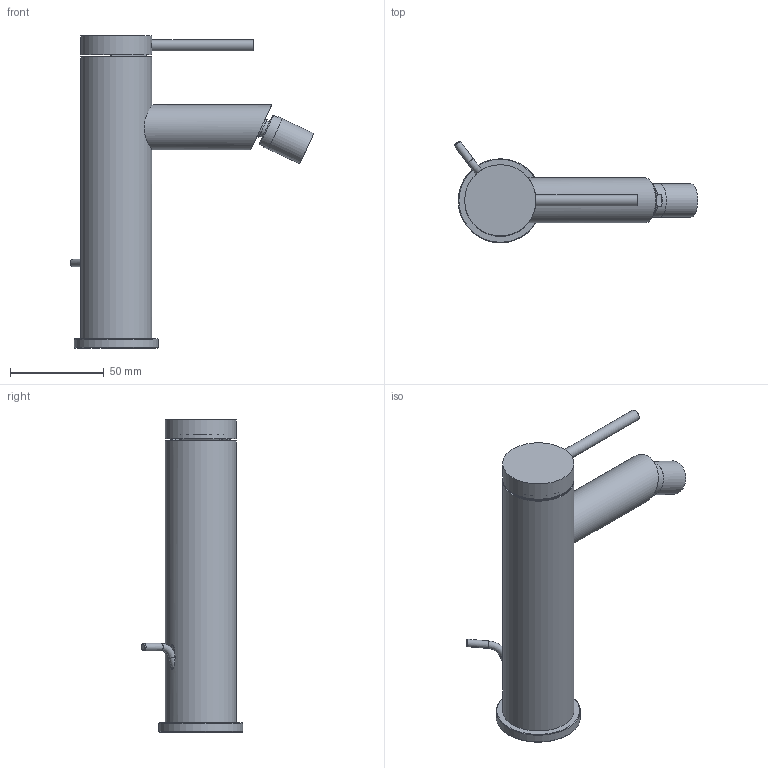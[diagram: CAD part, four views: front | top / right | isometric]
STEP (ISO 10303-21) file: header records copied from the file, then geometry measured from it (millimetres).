
FILE_DESCRIPTION(/* description */ (''),/* implementation_level */ '2;1');
FILE_NAME(/* name */ '3D_TVB106201153_Dawn Abdeckung am Auslauf fehlt.step',/* time_stamp */ '2023-02-22T16:49:03+01:00',/* author */ (''),/* organization */ (''),/* preprocessor_version */ 'ST-DEVELOPER v19.2',/* originating_system */ 'Autodesk Translation Framework v11.17.0.187',/* authorisation */ '');
FILE_SCHEMA (('AUTOMOTIVE_DESIGN { 1 0 10303 214 3 1 1 }'));
Length unit declared in the file: millimetre
Products named in the file (15): (Nicht gespeichert); 01000420; 16000154_ASM; 11014806_ASM; NEOPERL_CONT_16X1; NEOPERL_CARTUCCIA_AERATRICE_TT; 12000701; 16002456_ASM; 03000255; 03000219; 12000518; 10000313; 16001942_ASM (1); 11000073 (1); Komponente16
Assembly tree (14 placements, depth 4):
  (Nicht gespeichert)
    01000420
    16000154_ASM
      11014806_ASM
        NEOPERL_CONT_16X1
        NEOPERL_CARTUCCIA_AERATRICE_TT
    12000701
    16002456_ASM
      03000255
      03000219
    12000518
    10000313
    16001942_ASM (1)
      11000073 (1)
    Komponente16
Bounding box: 129.76 x 54.16 x 166.2 mm (x, y, z)
Volume: 41380.7 mm3; surface area: 40306.7 mm2
Topology: 8 solids, 14 shells, 146 faces, 352 edges, 231 vertices
Faces by surface type: plane 62, cylinder 52, cone 16, torus 8, bspline 5, sphere 3
Full cylindrical faces by diameter (mm): 4 x2, 4.5 x1, 5.9 x1, 6.2 x1, 7.8 x1, 8.95 x1, 9 x1, 10 x1, 10.75 x1, 11 x1, 13 x1, 13.5 x1, 14.305 x1, 14.8 x1, 14.9 x1, 15 x1, 15.1 x1, 15.5 x1, 16 x1, 16.2 x1, 17.8 x1, 18 x1, 24 x1, 33.2 x1, 35 x2, 37 x1, 38 x2, 44.8 x1
Entity records: 7000 total; most frequent: CARTESIAN_POINT 3121, DIRECTION 807, ORIENTED_EDGE 670, EDGE_CURVE 351, AXIS2_PLACEMENT_3D 330, VERTEX_POINT 231, EDGE_LOOP 169, CIRCLE 159
